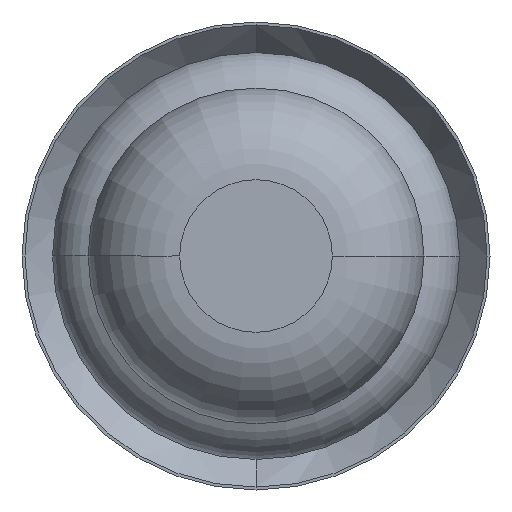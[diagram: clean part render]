
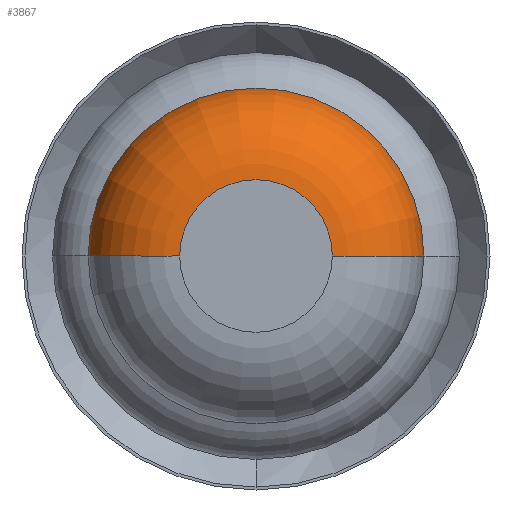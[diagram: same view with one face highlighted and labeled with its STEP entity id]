
A CAD part, front view. The second image highlights one B-rep face of the part: STEP entity #3867.
In plain terms, the highlighted toroidal (fillet/blend) face has major radius 0.375 mm and minor radius 0.45 mm.
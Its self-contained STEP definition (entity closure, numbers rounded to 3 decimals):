
#221 = DIRECTION ( 'NONE',  ( 1., 0., 0. ) ) ;
#246 = AXIS2_PLACEMENT_3D ( 'NONE', #4106, #3449, #2489 ) ;
#364 = DIRECTION ( 'NONE',  ( 1., 0., 0. ) ) ;
#468 = ORIENTED_EDGE ( 'NONE', *, *, #2140, .F. ) ;
#558 = ORIENTED_EDGE ( 'NONE', *, *, #2301, .F. ) ;
#605 = ORIENTED_EDGE ( 'NONE', *, *, #2193, .T. ) ;
#701 = CARTESIAN_POINT ( 'NONE',  ( 0.825, -31.55, 0. ) ) ;
#735 = DIRECTION ( 'NONE',  ( 0., 0., -1. ) ) ;
#748 = CIRCLE ( 'NONE', #3870, 0.45 ) ;
#749 = CARTESIAN_POINT ( 'NONE',  ( 0.375, -31.55, 0. ) ) ;
#782 = VERTEX_POINT ( 'NONE', #701 ) ;
#901 = FACE_OUTER_BOUND ( 'NONE', #3613, .T. ) ;
#960 = AXIS2_PLACEMENT_3D ( 'NONE', #2490, #3780, #221 ) ;
#1155 = CIRCLE ( 'NONE', #3953, 0.375 ) ;
#1182 = CIRCLE ( 'NONE', #960, 0.45 ) ;
#1673 = VERTEX_POINT ( 'NONE', #3236 ) ;
#1762 = CIRCLE ( 'NONE', #3082, 0.825 ) ;
#1814 = EDGE_CURVE ( 'NONE', #2395, #1673, #1182, .T. ) ;
#1975 = CARTESIAN_POINT ( 'NONE',  ( 0., -31.55, 0. ) ) ;
#2022 = TOROIDAL_SURFACE ( 'NONE', #246, 0.375, 0.45 ) ;
#2140 = EDGE_CURVE ( 'NONE', #782, #2386, #748, .T. ) ;
#2193 = EDGE_CURVE ( 'Defeature ausgef�hrt1_8+Defeature ausgef�hrt1_9+Defeature ausgef�hrt1_9+Defeature ausgef�hrt1_9', #782, #2395, #1762, .T. ) ;
#2196 = CARTESIAN_POINT ( 'NONE',  ( -0.825, -31.55, 0. ) ) ;
#2301 = EDGE_CURVE ( 'Defeature ausgef�hrt1_7+Defeature ausgef�hrt1_8+Defeature ausgef�hrt1_8+Defeature ausgef�hrt1_8', #2386, #1673, #1155, .T. ) ;
#2351 = DIRECTION ( 'NONE',  ( -1., 0., 0. ) ) ;
#2386 = VERTEX_POINT ( 'NONE', #4079 ) ;
#2395 = VERTEX_POINT ( 'NONE', #2196 ) ;
#2489 = DIRECTION ( 'NONE',  ( 1., 0., 0. ) ) ;
#2490 = CARTESIAN_POINT ( 'NONE',  ( -0.375, -31.55, 0. ) ) ;
#2503 = DIRECTION ( 'NONE',  ( 1., 0., 0. ) ) ;
#2949 = DIRECTION ( 'NONE',  ( 0., -1., 0. ) ) ;
#3082 = AXIS2_PLACEMENT_3D ( 'NONE', #1975, #2949, #364 ) ;
#3236 = CARTESIAN_POINT ( 'NONE',  ( -0.375, -32., 0. ) ) ;
#3449 = DIRECTION ( 'NONE',  ( 0., -1., 0. ) ) ;
#3451 = DIRECTION ( 'NONE',  ( 0., -1., 0. ) ) ;
#3613 = EDGE_LOOP ( 'NONE', ( #605, #3987, #558, #468 ) ) ;
#3780 = DIRECTION ( 'NONE',  ( 0., 0., 1. ) ) ;
#3792 = CARTESIAN_POINT ( 'NONE',  ( 0., -32., 0. ) ) ;
#3867 = ADVANCED_FACE ( 'Defeature ausgef�hrt1_8', ( #901 ), #2022, .T. ) ;
#3870 = AXIS2_PLACEMENT_3D ( 'NONE', #749, #735, #2351 ) ;
#3953 = AXIS2_PLACEMENT_3D ( 'NONE', #3792, #3451, #2503 ) ;
#3987 = ORIENTED_EDGE ( 'NONE', *, *, #1814, .T. ) ;
#4079 = CARTESIAN_POINT ( 'NONE',  ( 0.375, -32., 0. ) ) ;
#4106 = CARTESIAN_POINT ( 'NONE',  ( 0., -31.55, 0. ) ) ;
